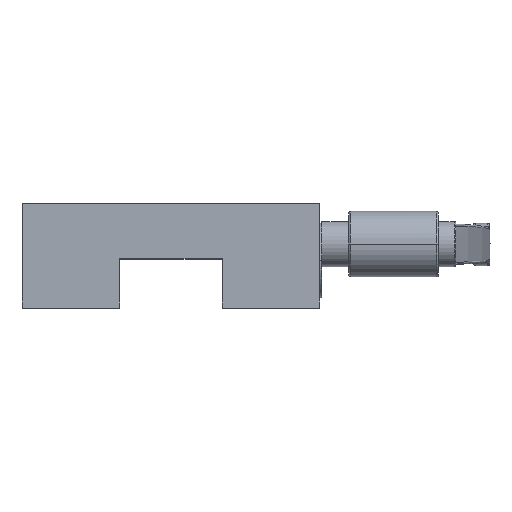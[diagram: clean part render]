
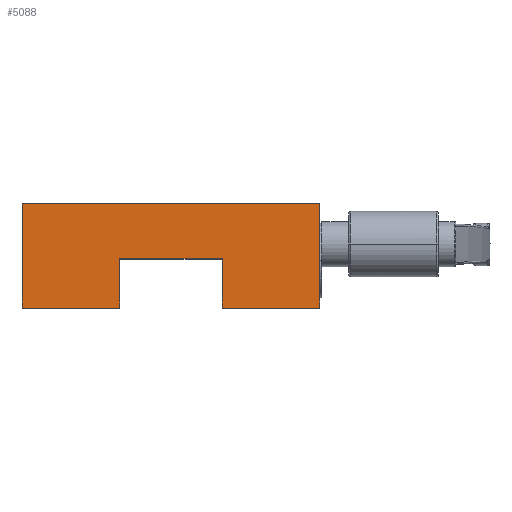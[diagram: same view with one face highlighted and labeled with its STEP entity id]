
A CAD part, top view. The second image highlights one B-rep face of the part: STEP entity #5088.
In plain terms, the highlighted planar face has unit normal (0, 0, 1).
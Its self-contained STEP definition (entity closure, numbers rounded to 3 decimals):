
#119 = ORIENTED_EDGE ( 'NONE', *, *, #2995, .T. ) ;
#135 = ORIENTED_EDGE ( 'NONE', *, *, #3007, .T. ) ;
#136 = ORIENTED_EDGE ( 'NONE', *, *, #2976, .T. ) ;
#137 = ORIENTED_EDGE ( 'NONE', *, *, #3003, .T. ) ;
#138 = ORIENTED_EDGE ( 'NONE', *, *, #2975, .T. ) ;
#139 = ORIENTED_EDGE ( 'NONE', *, *, #2978, .T. ) ;
#153 = ORIENTED_EDGE ( 'NONE', *, *, #2987, .T. ) ;
#154 = ORIENTED_EDGE ( 'NONE', *, *, #2998, .T. ) ;
#763 = CARTESIAN_POINT ( 'NONE',  ( -50., 35., 19.5 ) ) ;
#780 = CARTESIAN_POINT ( 'NONE',  ( -17.25, 16.5, 19.5 ) ) ;
#781 = DIRECTION ( 'NONE',  ( 1., 0., 0. ) ) ;
#783 = DIRECTION ( 'NONE',  ( 0., -1., 0. ) ) ;
#786 = CARTESIAN_POINT ( 'NONE',  ( -17.25, 16.5, 19.5 ) ) ;
#787 = DIRECTION ( 'NONE',  ( 0., 1., 0. ) ) ;
#803 = CARTESIAN_POINT ( 'NONE',  ( 50., 35., 19.5 ) ) ;
#809 = DIRECTION ( 'NONE',  ( 0., 1., 0. ) ) ;
#827 = CARTESIAN_POINT ( 'NONE',  ( 17.25, 16.5, 19.5 ) ) ;
#828 = DIRECTION ( 'NONE',  ( 0., -1., 0. ) ) ;
#833 = CARTESIAN_POINT ( 'NONE',  ( 17.25, 0., 19.5 ) ) ;
#834 = DIRECTION ( 'NONE',  ( 1., 0., 0. ) ) ;
#847 = CARTESIAN_POINT ( 'NONE',  ( -50., 35., 19.5 ) ) ;
#848 = DIRECTION ( 'NONE',  ( -1., 0., 0. ) ) ;
#857 = CARTESIAN_POINT ( 'NONE',  ( -50., 0., 19.5 ) ) ;
#858 = DIRECTION ( 'NONE',  ( 1., 0., 0. ) ) ;
#919 = PLANE ( 'NONE',  #2084 ) ;
#922 = CARTESIAN_POINT ( 'NONE',  ( 50., 35., 19.5 ) ) ;
#928 = DIRECTION ( 'NONE',  ( 0., 0., -1. ) ) ;
#929 = DIRECTION ( 'NONE',  ( -1., 0., 0. ) ) ;
#2084 = AXIS2_PLACEMENT_3D ( 'NONE', #922, #928, #929 ) ;
#2279 = EDGE_LOOP ( 'NONE', ( #137, #136, #135, #139, #138, #119, #154, #153 ) ) ;
#2975 = EDGE_CURVE ( 'NONE', #5286, #5228, #3456, .T. ) ;
#2976 = EDGE_CURVE ( 'NONE', #5282, #5276, #3420, .T. ) ;
#2978 = EDGE_CURVE ( 'NONE', #5217, #5286, #3441, .T. ) ;
#2987 = EDGE_CURVE ( 'NONE', #5274, #5268, #3466, .T. ) ;
#2995 = EDGE_CURVE ( 'NONE', #5228, #5275, #3484, .T. ) ;
#2998 = EDGE_CURVE ( 'NONE', #5275, #5274, #3493, .T. ) ;
#3003 = EDGE_CURVE ( 'NONE', #5268, #5282, #3487, .T. ) ;
#3007 = EDGE_CURVE ( 'NONE', #5276, #5217, #3505, .T. ) ;
#3420 = LINE ( 'NONE', #763, #3458 ) ;
#3437 = VECTOR ( 'NONE', #787, 1000. ) ;
#3441 = LINE ( 'NONE', #786, #3437 ) ;
#3456 = LINE ( 'NONE', #780, #3457 ) ;
#3457 = VECTOR ( 'NONE', #781, 1000. ) ;
#3458 = VECTOR ( 'NONE', #783, 1000. ) ;
#3466 = LINE ( 'NONE', #803, #3476 ) ;
#3476 = VECTOR ( 'NONE', #809, 1000. ) ;
#3484 = LINE ( 'NONE', #827, #3485 ) ;
#3485 = VECTOR ( 'NONE', #828, 1000. ) ;
#3487 = LINE ( 'NONE', #847, #3498 ) ;
#3493 = LINE ( 'NONE', #833, #3494 ) ;
#3494 = VECTOR ( 'NONE', #834, 1000. ) ;
#3498 = VECTOR ( 'NONE', #848, 1000. ) ;
#3505 = LINE ( 'NONE', #857, #3506 ) ;
#3506 = VECTOR ( 'NONE', #858, 1000. ) ;
#3538 = FACE_OUTER_BOUND ( 'NONE', #2279, .T. ) ;
#4461 = CARTESIAN_POINT ( 'NONE',  ( -17.25, 0., 19.5 ) ) ;
#4467 = CARTESIAN_POINT ( 'NONE',  ( 17.25, 16.5, 19.5 ) ) ;
#4494 = CARTESIAN_POINT ( 'NONE',  ( 50., 35., 19.5 ) ) ;
#4500 = CARTESIAN_POINT ( 'NONE',  ( 50., 0., 19.5 ) ) ;
#4501 = CARTESIAN_POINT ( 'NONE',  ( 17.25, 0., 19.5 ) ) ;
#4502 = CARTESIAN_POINT ( 'NONE',  ( -50., 0., 19.5 ) ) ;
#4508 = CARTESIAN_POINT ( 'NONE',  ( -50., 35., 19.5 ) ) ;
#4512 = CARTESIAN_POINT ( 'NONE',  ( -17.25, 16.5, 19.5 ) ) ;
#5088 = ADVANCED_FACE ( 'NONE', ( #3538 ), #919, .F. ) ;
#5217 = VERTEX_POINT ( 'NONE', #4461 ) ;
#5228 = VERTEX_POINT ( 'NONE', #4467 ) ;
#5268 = VERTEX_POINT ( 'NONE', #4494 ) ;
#5274 = VERTEX_POINT ( 'NONE', #4500 ) ;
#5275 = VERTEX_POINT ( 'NONE', #4501 ) ;
#5276 = VERTEX_POINT ( 'NONE', #4502 ) ;
#5282 = VERTEX_POINT ( 'NONE', #4508 ) ;
#5286 = VERTEX_POINT ( 'NONE', #4512 ) ;
